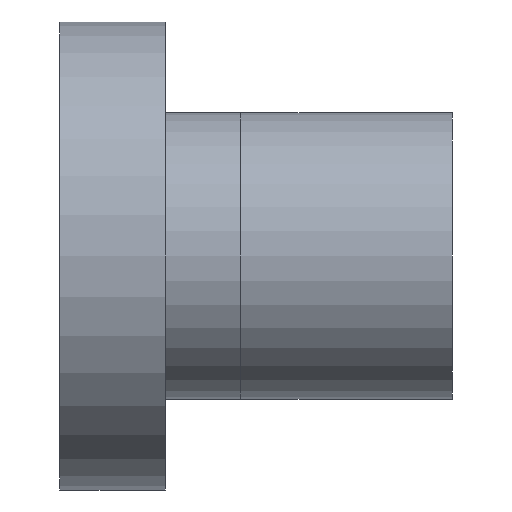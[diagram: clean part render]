
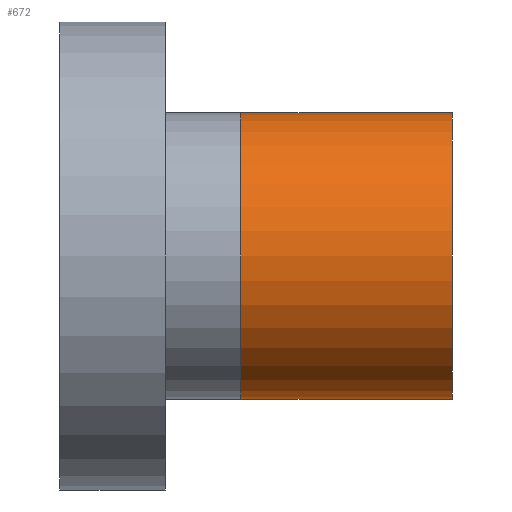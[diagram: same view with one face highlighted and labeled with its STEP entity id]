
A CAD part, front view. The second image highlights one B-rep face of the part: STEP entity #672.
In plain terms, the highlighted cylindrical face has radius 19 mm (diameter 38 mm), a partial arc.
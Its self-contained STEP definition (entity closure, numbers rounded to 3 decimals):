
#47 = VERTEX_POINT ( 'NONE', #459 ) ;
#67 = DIRECTION ( 'NONE',  ( 0., 0., 1. ) ) ;
#70 = CIRCLE ( 'NONE', #420, 19. ) ;
#130 = CARTESIAN_POINT ( 'NONE',  ( 35.788, 0., 0. ) ) ;
#148 = CARTESIAN_POINT ( 'NONE',  ( 7.788, 0., 0. ) ) ;
#154 = DIRECTION ( 'NONE',  ( 0., 0., 1. ) ) ;
#167 = ORIENTED_EDGE ( 'NONE', *, *, #431, .T. ) ;
#212 = FACE_OUTER_BOUND ( 'NONE', #627, .T. ) ;
#305 = VERTEX_POINT ( 'NONE', #703 ) ;
#316 = AXIS2_PLACEMENT_3D ( 'NONE', #130, #633, #67 ) ;
#321 = CYLINDRICAL_SURFACE ( 'NONE', #660, 19. ) ;
#327 = DIRECTION ( 'NONE',  ( -1., 0., 0. ) ) ;
#329 = DIRECTION ( 'NONE',  ( -1., 0., 0. ) ) ;
#335 = VECTOR ( 'NONE', #595, 1000. ) ;
#366 = VERTEX_POINT ( 'NONE', #693 ) ;
#395 = LINE ( 'NONE', #589, #335 ) ;
#420 = AXIS2_PLACEMENT_3D ( 'NONE', #148, #329, #154 ) ;
#431 = EDGE_CURVE ( 'NONE', #366, #305, #730, .T. ) ;
#446 = CARTESIAN_POINT ( 'NONE',  ( -151.697, 0., 0. ) ) ;
#459 = CARTESIAN_POINT ( 'NONE',  ( 7.788, 0., 19. ) ) ;
#460 = CARTESIAN_POINT ( 'NONE',  ( -151.697, 0., -19. ) ) ;
#465 = DIRECTION ( 'NONE',  ( 0., 0., 1. ) ) ;
#472 = CARTESIAN_POINT ( 'NONE',  ( 7.788, 0., -19. ) ) ;
#477 = VERTEX_POINT ( 'NONE', #472 ) ;
#482 = LINE ( 'NONE', #460, #639 ) ;
#491 = EDGE_CURVE ( 'NONE', #477, #47, #70, .T. ) ;
#524 = DIRECTION ( 'NONE',  ( -1., 0., 0. ) ) ;
#553 = EDGE_CURVE ( 'NONE', #305, #47, #395, .T. ) ;
#563 = EDGE_CURVE ( 'NONE', #366, #477, #482, .T. ) ;
#589 = CARTESIAN_POINT ( 'NONE',  ( -151.697, 0., 19. ) ) ;
#595 = DIRECTION ( 'NONE',  ( -1., 0., 0. ) ) ;
#627 = EDGE_LOOP ( 'NONE', ( #810, #167, #727, #691 ) ) ;
#633 = DIRECTION ( 'NONE',  ( -1., 0., 0. ) ) ;
#639 = VECTOR ( 'NONE', #524, 1000. ) ;
#660 = AXIS2_PLACEMENT_3D ( 'NONE', #446, #327, #465 ) ;
#672 = ADVANCED_FACE ( 'NONE', ( #212 ), #321, .T. ) ;
#691 = ORIENTED_EDGE ( 'NONE', *, *, #491, .F. ) ;
#693 = CARTESIAN_POINT ( 'NONE',  ( 35.788, 0., -19. ) ) ;
#703 = CARTESIAN_POINT ( 'NONE',  ( 35.788, 0., 19. ) ) ;
#727 = ORIENTED_EDGE ( 'NONE', *, *, #553, .T. ) ;
#730 = CIRCLE ( 'NONE', #316, 19. ) ;
#810 = ORIENTED_EDGE ( 'NONE', *, *, #563, .F. ) ;
